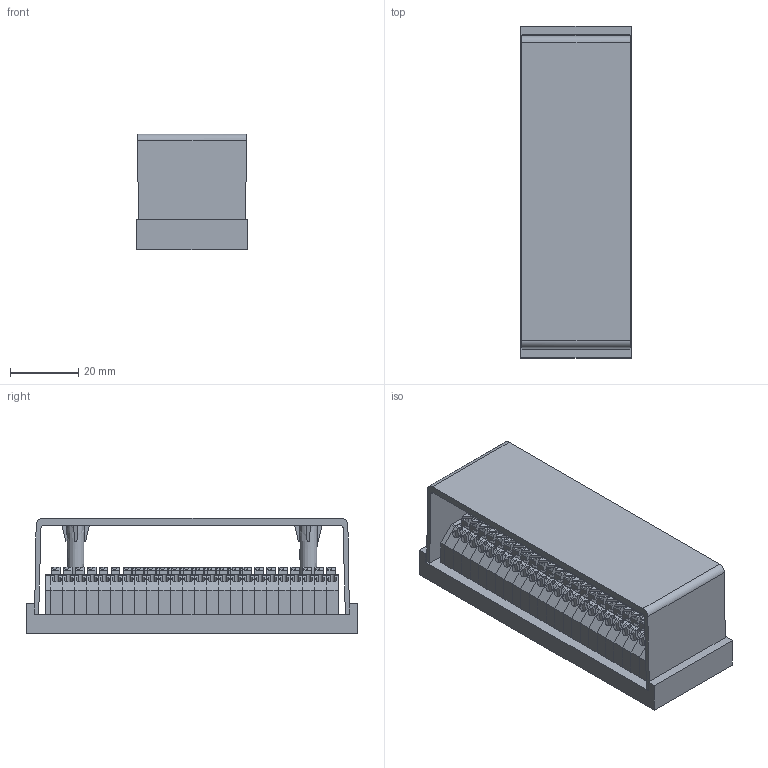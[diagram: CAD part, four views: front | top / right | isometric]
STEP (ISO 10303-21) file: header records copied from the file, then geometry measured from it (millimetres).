
FILE_DESCRIPTION(/* description */ (''),/* implementation_level */ '2;1');
FILE_NAME(/* name */ 'D263A 3D.stp',/* time_stamp */ '2024-08-14T16:16:32+08:00',/* author */ (''),/* organization */ (''),/* preprocessor_version */ 'ST-DEVELOPER v14',/* originating_system */ 'SIEMENS PLM Software NX 8.0',/* authorisation */ '');
FILE_SCHEMA (('AUTOMOTIVE_DESIGN { 1 0 10303 214 3 1 1 1 }'));
Products named in the file (1): D263A 3D_stp
Bounding box: 32.31 x 97 x 33.8 mm (x, y, z)
Volume: 41996.8 mm3; surface area: 36799.4 mm2
Topology: 37 solids, 39 shells, 3343 faces, 9445 edges, 6284 vertices
Faces by surface type: plane 2427, cylinder 897, extrusion 15, cone 4
Full cylindrical faces by diameter (mm): 1.497 x6, 3.5 x2
Entity records: 109824 total; most frequent: CARTESIAN_POINT 19656, ORIENTED_EDGE 18844, DIRECTION 17953, EDGE_CURVE 9422, VECTOR 7543, LINE 7528, VERTEX_POINT 6278, AXIS2_PLACEMENT_3D 5205
